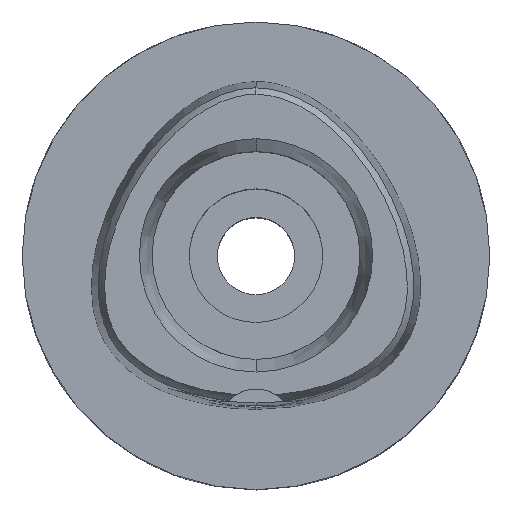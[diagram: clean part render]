
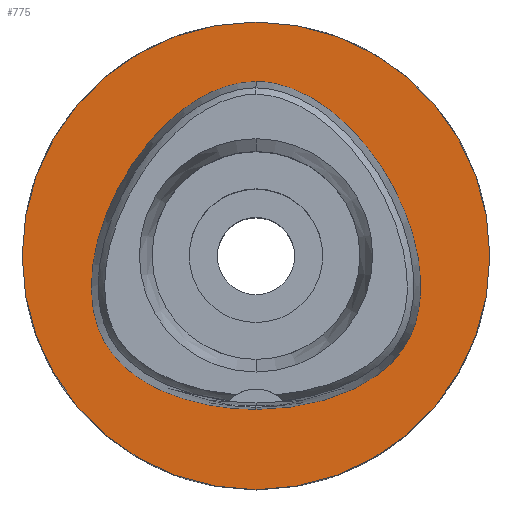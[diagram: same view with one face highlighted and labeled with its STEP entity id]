
A CAD part, top view. The second image highlights one B-rep face of the part: STEP entity #775.
In plain terms, the highlighted planar face has unit normal (0, 0, 1).
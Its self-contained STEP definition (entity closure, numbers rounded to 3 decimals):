
#114 = CARTESIAN_POINT ( 'NONE',  ( 6.341, -20.298, 0. ) ) ;
#140 = CARTESIAN_POINT ( 'NONE',  ( 14.408, 15.641, 0. ) ) ;
#144 = B_SPLINE_CURVE_WITH_KNOTS ( 'NONE', 3,
 ( #3553, #1573, #114, #1268, #2326, #4337, #896, #3852, #414, #971, #3288, #4386, #4782, #3636, #2848, #1772, #140, #1721, #4831, #2921, #2496, #4463, #1391 ),
 .UNSPECIFIED., .F., .F.,
 ( 4, 1, 1, 1, 1, 1, 1, 1, 1, 1, 1, 1, 1, 1, 1, 1, 1, 1, 1, 1, 4 ),
 ( 0., 0.083, 0.167, 0.208, 0.25, 0.292, 0.313, 0.333, 0.354, 0.375, 0.417, 0.458, 0.5, 0.583, 0.667, 0.75, 0.833, 0.875, 0.917, 0.958, 1. ),
 .UNSPECIFIED. ) ;
#300 = CARTESIAN_POINT ( 'NONE',  ( -2.565, 23.293, 0. ) ) ;
#318 = CARTESIAN_POINT ( 'NONE',  ( -22.057, -6.848, 0. ) ) ;
#342 = CARTESIAN_POINT ( 'NONE',  ( -19.649, -12.825, 0. ) ) ;
#414 = CARTESIAN_POINT ( 'NONE',  ( 20.35, -11.749, 0. ) ) ;
#482 = VERTEX_POINT ( 'NONE', #1934 ) ;
#564 = ORIENTED_EDGE ( 'NONE', *, *, #979, .F. ) ;
#647 = CARTESIAN_POINT ( 'NONE',  ( 0., -31.5, 0. ) ) ;
#651 = VERTEX_POINT ( 'NONE', #3489 ) ;
#670 = CARTESIAN_POINT ( 'NONE',  ( -18.568, -14.169, 0. ) ) ;
#692 = CARTESIAN_POINT ( 'NONE',  ( -22.245, -4.1, 0. ) ) ;
#775 = ADVANCED_FACE ( 'NONE', ( #4392, #2477 ), #1033, .F. ) ;
#896 = CARTESIAN_POINT ( 'NONE',  ( 18.568, -14.169, 0. ) ) ;
#965 = VERTEX_POINT ( 'NONE', #647 ) ;
#971 = CARTESIAN_POINT ( 'NONE',  ( 20.932, -10.604, 0. ) ) ;
#979 = EDGE_CURVE ( 'NONE', #482, #2276, #4811, .T. ) ;
#1033 = PLANE ( 'NONE',  #4096 ) ;
#1054 = CARTESIAN_POINT ( 'NONE',  ( -2.114, -20.675, 0. ) ) ;
#1073 = CARTESIAN_POINT ( 'NONE',  ( -6.341, -20.298, 0. ) ) ;
#1075 = EDGE_CURVE ( 'NONE', #2276, #482, #144, .T. ) ;
#1148 = CARTESIAN_POINT ( 'NONE',  ( -10.746, 19.174, 0. ) ) ;
#1268 = CARTESIAN_POINT ( 'NONE',  ( 11.233, -18.893, 0. ) ) ;
#1391 = CARTESIAN_POINT ( 'NONE',  ( 0., 23.475, 0. ) ) ;
#1396 = CARTESIAN_POINT ( 'NONE',  ( -0.855, 23.475, 0. ) ) ;
#1474 = CARTESIAN_POINT ( 'NONE',  ( -21.555, -8.996, 0. ) ) ;
#1573 = CARTESIAN_POINT ( 'NONE',  ( 2.114, -20.675, 0. ) ) ;
#1577 = EDGE_CURVE ( 'NONE', #965, #651, #4397, .T. ) ;
#1597 = DIRECTION ( 'NONE',  ( 0., 0., -1. ) ) ;
#1721 = CARTESIAN_POINT ( 'NONE',  ( 10.746, 19.174, 0. ) ) ;
#1772 = CARTESIAN_POINT ( 'NONE',  ( 18.068, 10.432, 0. ) ) ;
#1854 = CARTESIAN_POINT ( 'NONE',  ( -11.233, -18.893, 0. ) ) ;
#1874 = CARTESIAN_POINT ( 'NONE',  ( -7.571, 21.315, 0. ) ) ;
#1915 = AXIS2_PLACEMENT_3D ( 'NONE', #1922, #1597, #3460 ) ;
#1922 = CARTESIAN_POINT ( 'NONE',  ( 0., 0., 0. ) ) ;
#1934 = CARTESIAN_POINT ( 'NONE',  ( 0., 23.475, 0. ) ) ;
#2133 = EDGE_CURVE ( 'NONE', #651, #965, #4487, .T. ) ;
#2181 = DIRECTION ( 'NONE',  ( 0., -1., 0. ) ) ;
#2276 = VERTEX_POINT ( 'NONE', #2875 ) ;
#2326 = CARTESIAN_POINT ( 'NONE',  ( 14.673, -17.214, 0. ) ) ;
#2477 = FACE_BOUND ( 'NONE', #4321, .T. ) ;
#2496 = CARTESIAN_POINT ( 'NONE',  ( 2.565, 23.293, 0. ) ) ;
#2676 = CARTESIAN_POINT ( 'NONE',  ( -5.098, 22.526, 0. ) ) ;
#2725 = ORIENTED_EDGE ( 'NONE', *, *, #1075, .F. ) ;
#2742 = DIRECTION ( 'NONE',  ( 0., 0., -1. ) ) ;
#2848 = CARTESIAN_POINT ( 'NONE',  ( 20.749, 4.657, 0. ) ) ;
#2875 = CARTESIAN_POINT ( 'NONE',  ( 0., -20.675, 0. ) ) ;
#2878 = ORIENTED_EDGE ( 'NONE', *, *, #1577, .F. ) ;
#2921 = CARTESIAN_POINT ( 'NONE',  ( 5.098, 22.526, 0. ) ) ;
#2957 = CARTESIAN_POINT ( 'NONE',  ( -20.932, -10.604, 0. ) ) ;
#3062 = CARTESIAN_POINT ( 'NONE',  ( -14.673, -17.214, 0. ) ) ;
#3119 = AXIS2_PLACEMENT_3D ( 'NONE', #3524, #2742, #3847 ) ;
#3210 = EDGE_LOOP ( 'NONE', ( #4859, #2878 ) ) ;
#3288 = CARTESIAN_POINT ( 'NONE',  ( 21.555, -8.996, 0. ) ) ;
#3413 = CARTESIAN_POINT ( 'NONE',  ( -14.408, 15.641, 0. ) ) ;
#3460 = DIRECTION ( 'NONE',  ( 0., 1., 0. ) ) ;
#3489 = CARTESIAN_POINT ( 'NONE',  ( 0., 31.5, 0. ) ) ;
#3524 = CARTESIAN_POINT ( 'NONE',  ( 0., 0., 0. ) ) ;
#3553 = CARTESIAN_POINT ( 'NONE',  ( 0., -20.675, 0. ) ) ;
#3636 = CARTESIAN_POINT ( 'NONE',  ( 21.978, -0.281, 0. ) ) ;
#3716 = DIRECTION ( 'NONE',  ( 0., 0., -1. ) ) ;
#3847 = DIRECTION ( 'NONE',  ( 0., -1., 0. ) ) ;
#3852 = CARTESIAN_POINT ( 'NONE',  ( 19.649, -12.825, 0. ) ) ;
#4096 = AXIS2_PLACEMENT_3D ( 'NONE', #4814, #3716, #2181 ) ;
#4116 = CARTESIAN_POINT ( 'NONE',  ( -18.068, 10.432, 0. ) ) ;
#4163 = CARTESIAN_POINT ( 'NONE',  ( 0., -20.675, 0. ) ) ;
#4185 = CARTESIAN_POINT ( 'NONE',  ( -21.978, -0.281, 0. ) ) ;
#4209 = CARTESIAN_POINT ( 'NONE',  ( -20.35, -11.749, 0. ) ) ;
#4321 = EDGE_LOOP ( 'NONE', ( #564, #2725 ) ) ;
#4337 = CARTESIAN_POINT ( 'NONE',  ( 16.959, -15.678, 0. ) ) ;
#4386 = CARTESIAN_POINT ( 'NONE',  ( 22.057, -6.848, 0. ) ) ;
#4392 = FACE_OUTER_BOUND ( 'NONE', #3210, .T. ) ;
#4397 = CIRCLE ( 'NONE', #3119, 31.5 ) ;
#4463 = CARTESIAN_POINT ( 'NONE',  ( 0.855, 23.475, 0. ) ) ;
#4487 = CIRCLE ( 'NONE', #1915, 31.5 ) ;
#4587 = CARTESIAN_POINT ( 'NONE',  ( -20.749, 4.657, 0. ) ) ;
#4782 = CARTESIAN_POINT ( 'NONE',  ( 22.245, -4.1, 0. ) ) ;
#4811 = B_SPLINE_CURVE_WITH_KNOTS ( 'NONE', 3,
 ( #4837, #1396, #300, #2676, #1874, #1148, #3413, #4116, #4587, #4185, #692, #318, #1474, #2957, #4209, #342, #670, #4891, #3062, #1854, #1073, #1054, #4163 ),
 .UNSPECIFIED., .F., .F.,
 ( 4, 1, 1, 1, 1, 1, 1, 1, 1, 1, 1, 1, 1, 1, 1, 1, 1, 1, 1, 1, 4 ),
 ( 0., 0.042, 0.083, 0.125, 0.167, 0.25, 0.333, 0.417, 0.5, 0.542, 0.583, 0.625, 0.646, 0.667, 0.688, 0.708, 0.75, 0.792, 0.833, 0.917, 1. ),
 .UNSPECIFIED. ) ;
#4814 = CARTESIAN_POINT ( 'NONE',  ( 0., 0., 0. ) ) ;
#4831 = CARTESIAN_POINT ( 'NONE',  ( 7.571, 21.315, 0. ) ) ;
#4837 = CARTESIAN_POINT ( 'NONE',  ( 0., 23.475, 0. ) ) ;
#4859 = ORIENTED_EDGE ( 'NONE', *, *, #2133, .F. ) ;
#4891 = CARTESIAN_POINT ( 'NONE',  ( -16.959, -15.678, 0. ) ) ;
